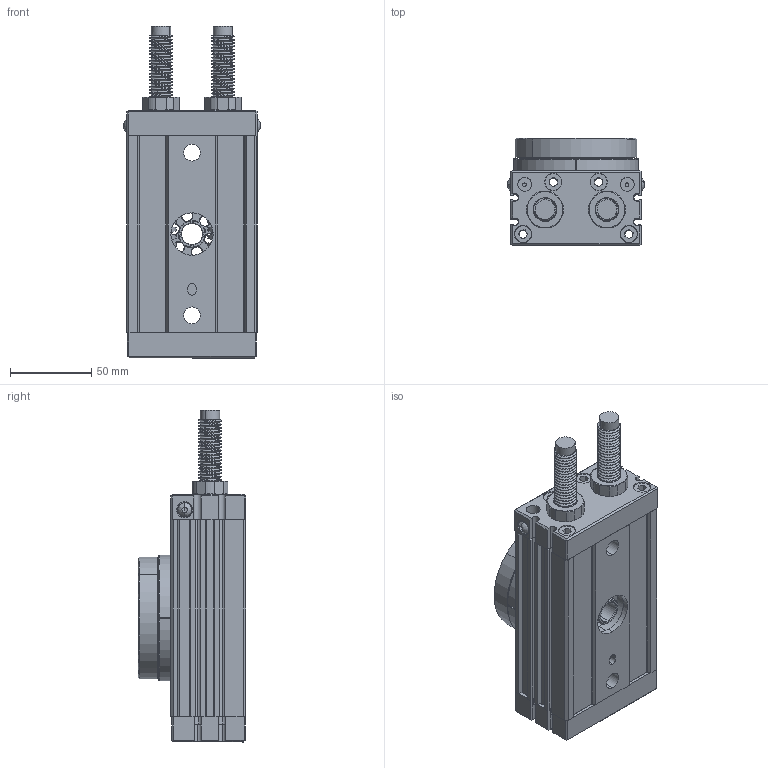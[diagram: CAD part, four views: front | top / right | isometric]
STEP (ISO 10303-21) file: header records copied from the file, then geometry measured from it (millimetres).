
FILE_DESCRIPTION (( 'STEP AP203' ), '1' );
FILE_NAME ('CRM50R.STEP', '2019-09-19T01:08:58', ( 'user' ), ( '' ), 'SwSTEP 2.0', 'SolidWorks 2014', '' );
FILE_SCHEMA (( 'CONFIG_CONTROL_DESIGN' ));
Length unit declared in the file: millimetre
Products named in the file (1): CRM50R
Bounding box: 83.82 x 66 x 203.94 mm (x, y, z)
Surface area: 106086.6 mm2 (no closed solid volume)
Topology: 0 solids, 32 shells, 637 faces, 2196 edges, 1578 vertices
Faces by surface type: cylinder 305, plane 247, cone 47, bspline 38
Entity records: 34193 total; most frequent: CARTESIAN_POINT 16377, ORIENTED_EDGE 3644, DIRECTION 3446, EDGE_CURVE 2194, VERTEX_POINT 1578, AXIS2_PLACEMENT_3D 1190, LINE 1066, VECTOR 1066
